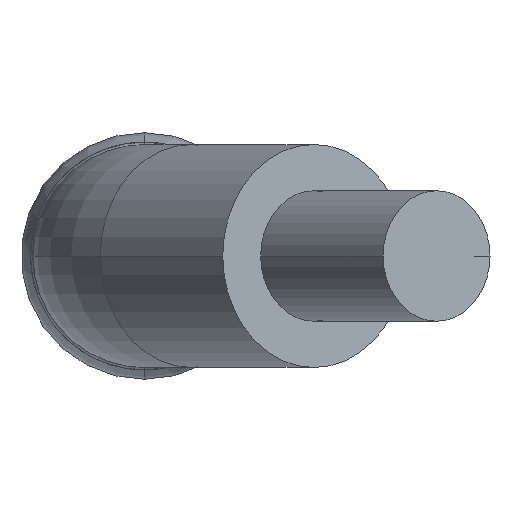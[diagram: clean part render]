
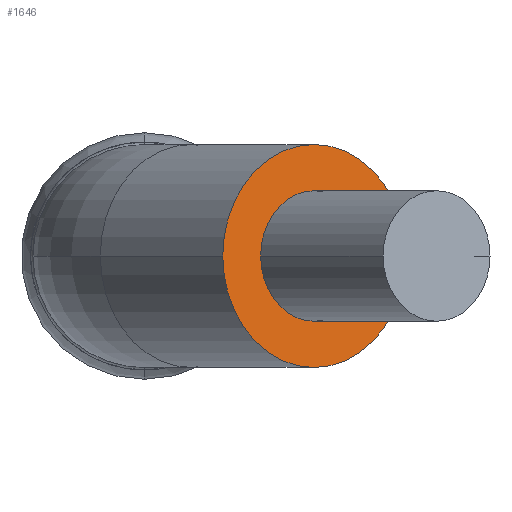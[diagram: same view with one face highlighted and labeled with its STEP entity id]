
A CAD part, front view. The second image highlights one B-rep face of the part: STEP entity #1646.
In plain terms, the highlighted planar face has unit normal (0.574, -0.819, 0).
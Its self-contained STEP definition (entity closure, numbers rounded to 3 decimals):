
#208 = CARTESIAN_POINT ( 'NONE',  ( 0.715, -33.468, 0. ) ) ;
#238 = ORIENTED_EDGE ( 'NONE', *, *, #556, .F. ) ;
#256 = DIRECTION ( 'NONE',  ( -0.574, 0.819, 0. ) ) ;
#312 = CARTESIAN_POINT ( 'NONE',  ( 0.715, -33.468, 0. ) ) ;
#343 = DIRECTION ( 'NONE',  ( -0.574, 0.819, 0. ) ) ;
#520 = ORIENTED_EDGE ( 'NONE', *, *, #2007, .T. ) ;
#521 = DIRECTION ( 'NONE',  ( -0.819, -0.574, 0. ) ) ;
#556 = EDGE_CURVE ( 'Defeature ausgef�hrt1_30+Defeature ausgef�hrt1_32+Defeature ausgef�hrt1_32+Defeature ausgef�hrt1_32', #4106, #3140, #2582, .T. ) ;
#586 = VERTEX_POINT ( 'NONE', #2028 ) ;
#700 = DIRECTION ( 'NONE',  ( 0., 0., 1. ) ) ;
#790 = CARTESIAN_POINT ( 'NONE',  ( 0.715, -33.468, 0. ) ) ;
#959 = FACE_OUTER_BOUND ( 'NONE', #1864, .T. ) ;
#1203 = AXIS2_PLACEMENT_3D ( 'NONE', #790, #2845, #4160 ) ;
#1264 = VERTEX_POINT ( 'NONE', #2627 ) ;
#1559 = CIRCLE ( 'NONE', #3517, 0.275 ) ;
#1646 = ADVANCED_FACE ( 'Defeature ausgef�hrt1_32', ( #2380, #959 ), #1725, .F. ) ;
#1725 = PLANE ( 'NONE',  #3091 ) ;
#1856 = EDGE_CURVE ( 'Defeature ausgef�hrt1_30+Defeature ausgef�hrt1_32+Defeature ausgef�hrt1_32+Defeature ausgef�hrt1_32', #3140, #4106, #3348, .T. ) ;
#1864 = EDGE_LOOP ( 'NONE', ( #238, #3987 ) ) ;
#1956 = CIRCLE ( 'NONE', #2919, 0.275 ) ;
#1989 = CARTESIAN_POINT ( 'NONE',  ( 0.33, -33.738, 0. ) ) ;
#2007 = EDGE_CURVE ( 'Defeature ausgef�hrt1_32+Defeature ausgef�hrt1_33+Defeature ausgef�hrt1_33+Defeature ausgef�hrt1_33', #586, #1264, #1956, .T. ) ;
#2028 = CARTESIAN_POINT ( 'NONE',  ( 0.49, -33.626, 0. ) ) ;
#2048 = DIRECTION ( 'NONE',  ( -0.819, -0.574, 0. ) ) ;
#2191 = CARTESIAN_POINT ( 'NONE',  ( 1.1, -33.199, 0. ) ) ;
#2365 = DIRECTION ( 'NONE',  ( -0.574, 0.819, 0. ) ) ;
#2380 = FACE_BOUND ( 'NONE', #3355, .T. ) ;
#2573 = ORIENTED_EDGE ( 'NONE', *, *, #3889, .T. ) ;
#2582 = CIRCLE ( 'NONE', #3335, 0.47 ) ;
#2627 = CARTESIAN_POINT ( 'NONE',  ( 0.94, -33.31, 0. ) ) ;
#2845 = DIRECTION ( 'NONE',  ( -0.574, 0.819, 0. ) ) ;
#2919 = AXIS2_PLACEMENT_3D ( 'NONE', #208, #256, #521 ) ;
#3091 = AXIS2_PLACEMENT_3D ( 'NONE', #312, #2365, #700 ) ;
#3140 = VERTEX_POINT ( 'NONE', #1989 ) ;
#3335 = AXIS2_PLACEMENT_3D ( 'NONE', #4311, #3366, #4291 ) ;
#3348 = CIRCLE ( 'NONE', #1203, 0.47 ) ;
#3354 = CARTESIAN_POINT ( 'NONE',  ( 0.715, -33.468, 0. ) ) ;
#3355 = EDGE_LOOP ( 'NONE', ( #2573, #520 ) ) ;
#3366 = DIRECTION ( 'NONE',  ( -0.574, 0.819, 0. ) ) ;
#3517 = AXIS2_PLACEMENT_3D ( 'NONE', #3354, #343, #2048 ) ;
#3889 = EDGE_CURVE ( 'Defeature ausgef�hrt1_32+Defeature ausgef�hrt1_33+Defeature ausgef�hrt1_33+Defeature ausgef�hrt1_33', #1264, #586, #1559, .T. ) ;
#3987 = ORIENTED_EDGE ( 'NONE', *, *, #1856, .F. ) ;
#4106 = VERTEX_POINT ( 'NONE', #2191 ) ;
#4160 = DIRECTION ( 'NONE',  ( 0., 0., 1. ) ) ;
#4291 = DIRECTION ( 'NONE',  ( 0., 0., 1. ) ) ;
#4311 = CARTESIAN_POINT ( 'NONE',  ( 0.715, -33.468, 0. ) ) ;
